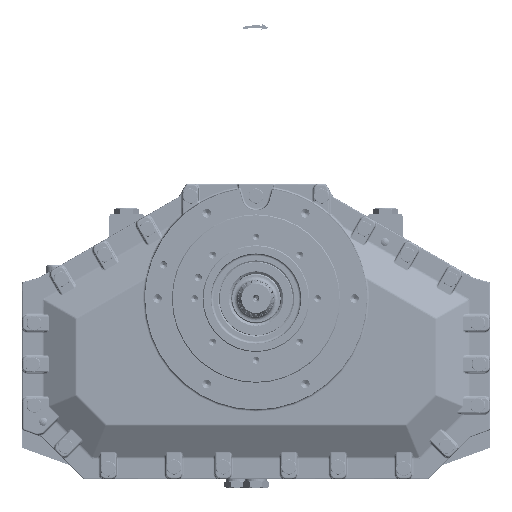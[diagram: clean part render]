
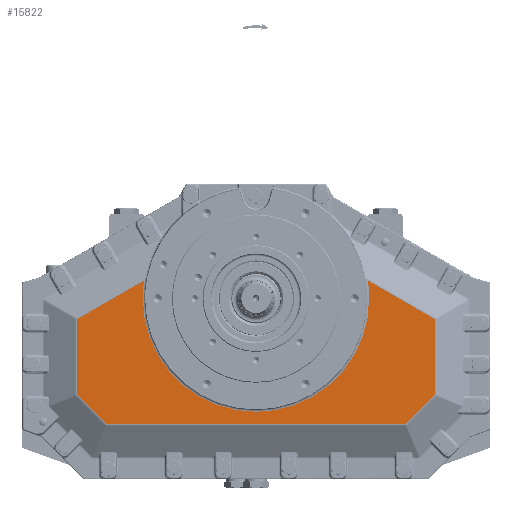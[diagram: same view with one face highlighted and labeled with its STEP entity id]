
A CAD part, top view. The second image highlights one B-rep face of the part: STEP entity #15822.
In plain terms, the highlighted planar face has unit normal (0, 0, 1).
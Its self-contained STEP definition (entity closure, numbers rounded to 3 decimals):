
#15822 = ADVANCED_FACE ( 'NONE', ( #286935 ), #287021, .T. ) ;
#15825 = EDGE_LOOP ( 'NONE', ( #15829, #15841, #15852, #15859, #15873, #15969, #15986, #16004, #16028, #16045 ) ) ;
#15829 = ORIENTED_EDGE ( 'NONE', *, *, #15835, .T. ) ;
#15835 = EDGE_CURVE ( 'NONE', #15837, #308094, #287003, .T. ) ;
#15837 = VERTEX_POINT ( 'NONE', #286998 ) ;
#15841 = ORIENTED_EDGE ( 'NONE', *, *, #308091, .T. ) ;
#15852 = ORIENTED_EDGE ( 'NONE', *, *, #307935, .T. ) ;
#15859 = ORIENTED_EDGE ( 'NONE', *, *, #15864, .T. ) ;
#15864 = EDGE_CURVE ( 'NONE', #307925, #15868, #286971, .T. ) ;
#15868 = VERTEX_POINT ( 'NONE', #287050 ) ;
#15873 = ORIENTED_EDGE ( 'NONE', *, *, #15876, .T. ) ;
#15876 = EDGE_CURVE ( 'NONE', #15868, #15878, #287042, .T. ) ;
#15878 = VERTEX_POINT ( 'NONE', #287031 ) ;
#15969 = ORIENTED_EDGE ( 'NONE', *, *, #15973, .T. ) ;
#15973 = EDGE_CURVE ( 'NONE', #15878, #15976, #287355, .T. ) ;
#15976 = VERTEX_POINT ( 'NONE', #287350 ) ;
#15986 = ORIENTED_EDGE ( 'NONE', *, *, #15993, .T. ) ;
#15993 = EDGE_CURVE ( 'NONE', #15976, #15994, #287335, .T. ) ;
#15994 = VERTEX_POINT ( 'NONE', #287328 ) ;
#16004 = ORIENTED_EDGE ( 'NONE', *, *, #16019, .T. ) ;
#16019 = EDGE_CURVE ( 'NONE', #15994, #16022, #287417, .T. ) ;
#16022 = VERTEX_POINT ( 'NONE', #287399 ) ;
#16028 = ORIENTED_EDGE ( 'NONE', *, *, #16037, .T. ) ;
#16037 = EDGE_CURVE ( 'NONE', #16022, #16041, #287375, .T. ) ;
#16041 = VERTEX_POINT ( 'NONE', #287365 ) ;
#16045 = ORIENTED_EDGE ( 'NONE', *, *, #16153, .T. ) ;
#16153 = EDGE_CURVE ( 'NONE', #16041, #15837, #287629, .T. ) ;
#24405 = CARTESIAN_POINT ( 'NONE',  ( -137.828, 0., 33. ) ) ;
#24599 = CARTESIAN_POINT ( 'NONE',  ( 137.828, 0., 33. ) ) ;
#24608 = DIRECTION ( 'NONE',  ( 1., 0., 0. ) ) ;
#24613 = DIRECTION ( 'NONE',  ( 0., 0., -1. ) ) ;
#24617 = AXIS2_PLACEMENT_3D ( 'NONE', #24646, #24613, #24608 ) ;
#24620 = CIRCLE ( 'NONE', #24617, 137.828 ) ;
#24646 = CARTESIAN_POINT ( 'NONE',  ( 0., 0., 33. ) ) ;
#25381 = DIRECTION ( 'NONE',  ( 1., 0., 0. ) ) ;
#25384 = DIRECTION ( 'NONE',  ( 0., 0., -1. ) ) ;
#25387 = CARTESIAN_POINT ( 'NONE',  ( 0., 0., 33. ) ) ;
#25388 = AXIS2_PLACEMENT_3D ( 'NONE', #25387, #25384, #25381 ) ;
#25391 = CIRCLE ( 'NONE', #25388, 137.828 ) ;
#25398 = CARTESIAN_POINT ( 'NONE',  ( 136.02, 22.257, 33. ) ) ;
#286935 = FACE_OUTER_BOUND ( 'NONE', #15825, .T. ) ;
#286965 = DIRECTION ( 'NONE',  ( 1., 0., 0. ) ) ;
#286966 = DIRECTION ( 'NONE',  ( 0., 0., -1. ) ) ;
#286968 = CARTESIAN_POINT ( 'NONE',  ( 0., 0., 33. ) ) ;
#286969 = AXIS2_PLACEMENT_3D ( 'NONE', #286968, #286966, #286965 ) ;
#286971 = CIRCLE ( 'NONE', #286969, 137.828 ) ;
#286998 = CARTESIAN_POINT ( 'NONE',  ( 217.823, -24.973, 33. ) ) ;
#287000 = DIRECTION ( 'NONE',  ( -0.866, 0.5, 0. ) ) ;
#287001 = VECTOR ( 'NONE', #287000, 1000. ) ;
#287002 = CARTESIAN_POINT ( 'NONE',  ( 131.896, 24.638, 33. ) ) ;
#287003 = LINE ( 'NONE', #287002, #287001 ) ;
#287017 = DIRECTION ( 'NONE',  ( 1., 0., 0. ) ) ;
#287018 = DIRECTION ( 'NONE',  ( 0., 0., 1. ) ) ;
#287019 = CARTESIAN_POINT ( 'NONE',  ( -259., -194., 33. ) ) ;
#287020 = AXIS2_PLACEMENT_3D ( 'NONE', #287019, #287018, #287017 ) ;
#287021 = PLANE ( 'NONE',  #287020 ) ;
#287031 = CARTESIAN_POINT ( 'NONE',  ( -217.823, -24.973, 33. ) ) ;
#287033 = DIRECTION ( 'NONE',  ( -0.866, -0.5, 0. ) ) ;
#287035 = VECTOR ( 'NONE', #287033, 1000. ) ;
#287039 = CARTESIAN_POINT ( 'NONE',  ( -217.243, -24.638, 33. ) ) ;
#287042 = LINE ( 'NONE', #287039, #287035 ) ;
#287050 = CARTESIAN_POINT ( 'NONE',  ( -136.02, 22.257, 33. ) ) ;
#287328 = CARTESIAN_POINT ( 'NONE',  ( -182.174, -152.823, 33. ) ) ;
#287330 = DIRECTION ( 'NONE',  ( 0.707, -0.707, 0. ) ) ;
#287332 = VECTOR ( 'NONE', #287330, 1000. ) ;
#287334 = CARTESIAN_POINT ( 'NONE',  ( -182.514, -152.483, 33. ) ) ;
#287335 = LINE ( 'NONE', #287334, #287332 ) ;
#287350 = CARTESIAN_POINT ( 'NONE',  ( -217.823, -117.174, 33. ) ) ;
#287351 = DIRECTION ( 'NONE',  ( 0., -1., 0. ) ) ;
#287353 = VECTOR ( 'NONE', #287351, 1000. ) ;
#287354 = CARTESIAN_POINT ( 'NONE',  ( -217.823, -116.694, 33. ) ) ;
#287355 = LINE ( 'NONE', #287354, #287353 ) ;
#287365 = CARTESIAN_POINT ( 'NONE',  ( 217.823, -117.174, 33. ) ) ;
#287367 = DIRECTION ( 'NONE',  ( 0.707, 0.707, 0. ) ) ;
#287370 = VECTOR ( 'NONE', #287367, 1000. ) ;
#287373 = CARTESIAN_POINT ( 'NONE',  ( 217.483, -117.514, 33. ) ) ;
#287375 = LINE ( 'NONE', #287373, #287370 ) ;
#287399 = CARTESIAN_POINT ( 'NONE',  ( 182.174, -152.823, 33. ) ) ;
#287402 = DIRECTION ( 'NONE',  ( 1., 0., 0. ) ) ;
#287404 = VECTOR ( 'NONE', #287402, 1000. ) ;
#287407 = CARTESIAN_POINT ( 'NONE',  ( 181.694, -152.823, 33. ) ) ;
#287417 = LINE ( 'NONE', #287407, #287404 ) ;
#287624 = DIRECTION ( 'NONE',  ( 0., 1., 0. ) ) ;
#287626 = VECTOR ( 'NONE', #287624, 1000. ) ;
#287627 = CARTESIAN_POINT ( 'NONE',  ( 217.823, -25.643, 33. ) ) ;
#287629 = LINE ( 'NONE', #287627, #287626 ) ;
#307925 = VERTEX_POINT ( 'NONE', #24405 ) ;
#307935 = EDGE_CURVE ( 'NONE', #307939, #307925, #24620, .T. ) ;
#307939 = VERTEX_POINT ( 'NONE', #24599 ) ;
#308091 = EDGE_CURVE ( 'NONE', #308094, #307939, #25391, .T. ) ;
#308094 = VERTEX_POINT ( 'NONE', #25398 ) ;
